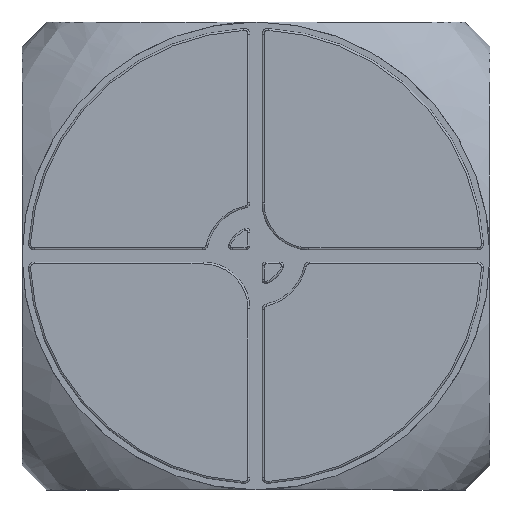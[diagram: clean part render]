
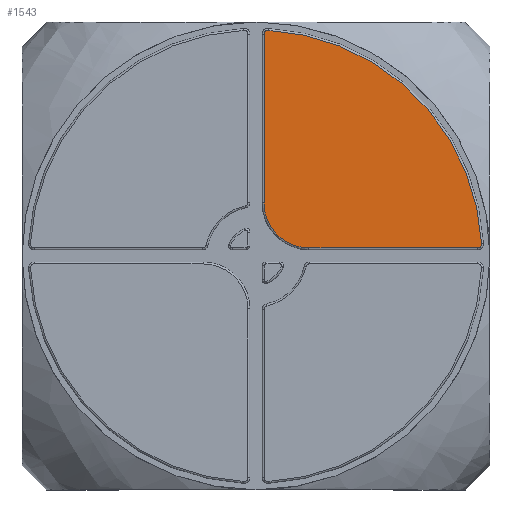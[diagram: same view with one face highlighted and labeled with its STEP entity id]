
A CAD part, top view. The second image highlights one B-rep face of the part: STEP entity #1543.
In plain terms, the highlighted planar face has unit normal (0, 0, 1).
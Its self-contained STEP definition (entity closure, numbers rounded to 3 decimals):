
#958=FACE_OUTER_BOUND('',#2874,.T.);
#1543=ADVANCED_FACE('',(#958),#2001,.F.);
#2001=PLANE('',#9772);
#2874=EDGE_LOOP('',(#5495,#5496,#5497,#5498,#5499,#5500));
#3571=LINE('',#31912,#4243);
#3572=LINE('',#31916,#4244);
#4243=VECTOR('',#10805,1.);
#4244=VECTOR('',#10808,1.);
#5495=ORIENTED_EDGE('',*,*,#8670,.T.);
#5496=ORIENTED_EDGE('',*,*,#8671,.T.);
#5497=ORIENTED_EDGE('',*,*,#8672,.T.);
#5498=ORIENTED_EDGE('',*,*,#8673,.T.);
#5499=ORIENTED_EDGE('',*,*,#8674,.T.);
#5500=ORIENTED_EDGE('',*,*,#8675,.T.);
#7782=VERTEX_POINT('',#31908);
#7783=VERTEX_POINT('',#31909);
#7784=VERTEX_POINT('',#31911);
#7785=VERTEX_POINT('',#31913);
#7786=VERTEX_POINT('',#31915);
#7787=VERTEX_POINT('',#31917);
#8670=EDGE_CURVE('',#7782,#7783,#9462,.T.);
#8671=EDGE_CURVE('',#7783,#7784,#9463,.T.);
#8672=EDGE_CURVE('',#7784,#7785,#3571,.T.);
#8673=EDGE_CURVE('',#7785,#7786,#9464,.T.);
#8674=EDGE_CURVE('',#7786,#7787,#3572,.T.);
#8675=EDGE_CURVE('',#7787,#7782,#9465,.T.);
#9462=CIRCLE('',#9768,120.709);
#9463=CIRCLE('',#9769,2.);
#9464=CIRCLE('',#9770,24.);
#9465=CIRCLE('',#9771,2.);
#9768=AXIS2_PLACEMENT_3D('',#31907,#10801,#10802);
#9769=AXIS2_PLACEMENT_3D('',#31910,#10803,#10804);
#9770=AXIS2_PLACEMENT_3D('',#31914,#10806,#10807);
#9771=AXIS2_PLACEMENT_3D('',#31918,#10809,#10810);
#9772=AXIS2_PLACEMENT_3D('',#31919,#10811,#10812);
#10801=DIRECTION('',(0.,0.,1.));
#10802=DIRECTION('',(-1.,0.,0.));
#10803=DIRECTION('',(0.,0.,1.));
#10804=DIRECTION('',(-1.,0.,0.));
#10805=DIRECTION('',(0.,-1.,0.));
#10806=DIRECTION('',(0.,0.,1.));
#10807=DIRECTION('',(-1.,0.,0.));
#10808=DIRECTION('',(1.,0.,0.));
#10809=DIRECTION('',(0.,0.,1.));
#10810=DIRECTION('',(-1.,0.,0.));
#10811=DIRECTION('',(0.,0.,-1.));
#10812=DIRECTION('',(1.,0.,0.));
#31907=CARTESIAN_POINT('',(489.339,0.,55.92));
#31908=CARTESIAN_POINT('',(609.878,6.395,55.92));
#31909=CARTESIAN_POINT('',(495.734,120.54,55.92));
#31910=CARTESIAN_POINT('',(495.628,118.542,55.92));
#31911=CARTESIAN_POINT('',(493.628,118.542,55.92));
#31912=CARTESIAN_POINT('',(493.628,0.,55.92));
#31913=CARTESIAN_POINT('',(493.628,28.289,55.92));
#31914=CARTESIAN_POINT('',(517.628,28.289,55.92));
#31915=CARTESIAN_POINT('',(517.628,4.289,55.92));
#31916=CARTESIAN_POINT('',(489.339,4.289,55.92));
#31917=CARTESIAN_POINT('',(607.881,4.289,55.92));
#31918=CARTESIAN_POINT('',(607.881,6.289,55.92));
#31919=CARTESIAN_POINT('',(489.339,0.,55.92));
